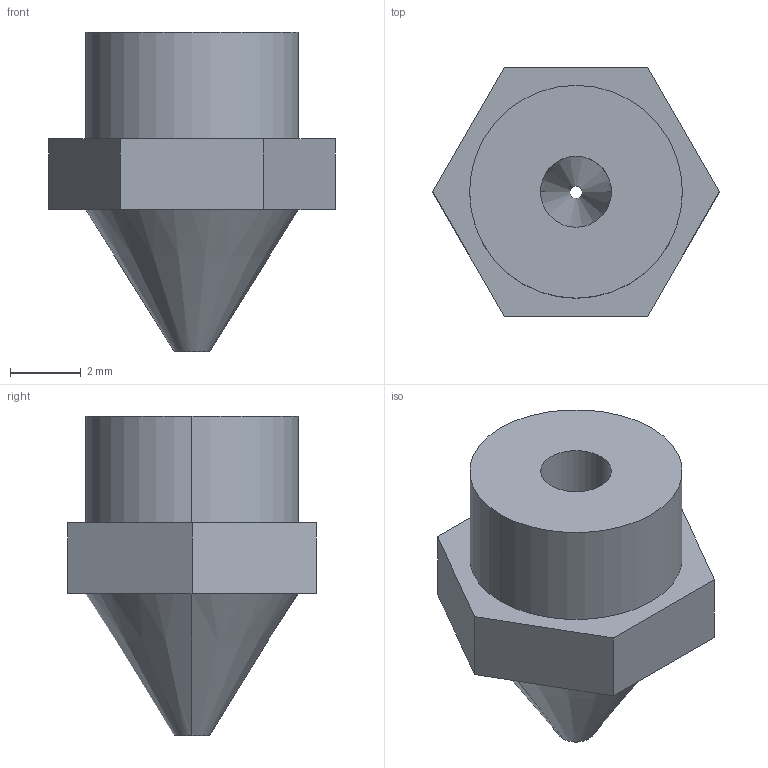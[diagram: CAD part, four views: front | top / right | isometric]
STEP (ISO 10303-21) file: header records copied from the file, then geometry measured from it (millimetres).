
FILE_DESCRIPTION (( 'STEP AP214' ), '1' );
FILE_NAME ('OE-V4_buse-non-percee.STEP', '2015-08-25T17:50:58', ( '' ), ( '' ), 'SwSTEP 2.0', 'SolidWorks 2015', '' );
FILE_SCHEMA (( 'AUTOMOTIVE_DESIGN' ));
Length unit declared in the file: millimetre
Products named in the file (2): OE-V4_buse-non-percee
Bounding box: 8.08 x 7 x 9 mm (x, y, z)
Volume: 198.9 mm3; surface area: 250.7 mm2
Topology: 1 solids, 1 shells, 18 faces, 40 edges, 26 vertices
Faces by surface type: plane 10, cylinder 4, cone 4
Entity records: 577 total; most frequent: DIRECTION 94, CARTESIAN_POINT 86, ORIENTED_EDGE 80, EDGE_CURVE 40, AXIS2_PLACEMENT_3D 34, VERTEX_POINT 26, VECTOR 26, LINE 26
